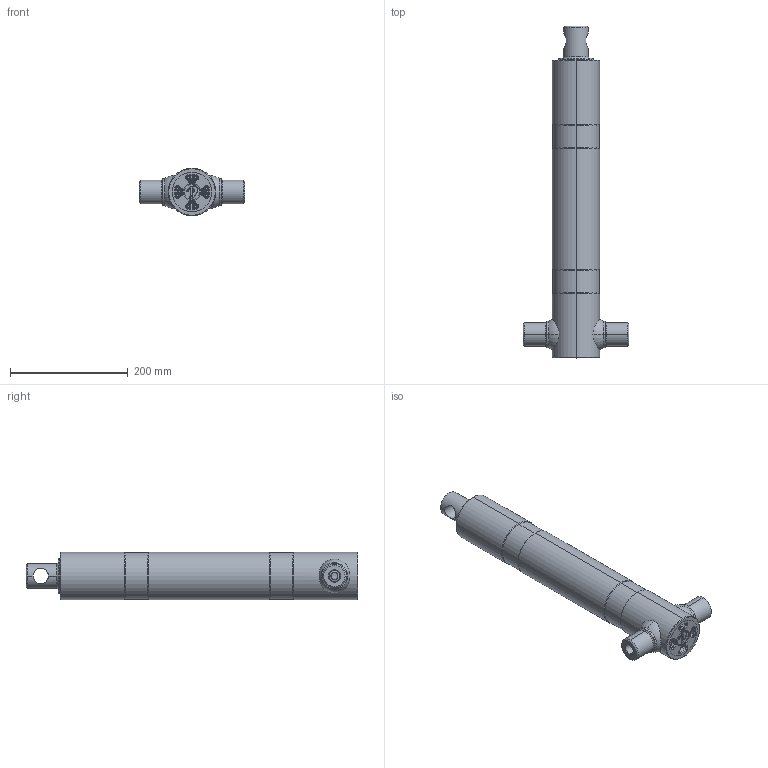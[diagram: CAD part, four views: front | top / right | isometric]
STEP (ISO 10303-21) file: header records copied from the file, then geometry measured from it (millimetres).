
FILE_DESCRIPTION (( 'STEP AP203' ), '1' );
FILE_NAME ('298.BGB.STEP', '2014-10-06T07:52:54', ( '' ), ( '' ), 'SwSTEP 2.0', 'SolidWorks 2013', '' );
FILE_SCHEMA (( 'CONFIG_CONTROL_DESIGN' ));
Length unit declared in the file: millimetre
Products named in the file (1): 298.BGB
Bounding box: 179.8 x 564 x 80.8 mm (x, y, z)
Surface area: 319851.6 mm2 (no closed solid volume)
Topology: 0 solids, 10 shells, 227 faces, 594 edges, 368 vertices
Faces by surface type: torus 73, cylinder 65, cone 62, plane 21, bspline 6
Entity records: 8618 total; most frequent: CARTESIAN_POINT 2949, DIRECTION 1329, ORIENTED_EDGE 1021, EDGE_CURVE 594, AXIS2_PLACEMENT_3D 571, VERTEX_POINT 368, CIRCLE 349, EDGE_LOOP 238
